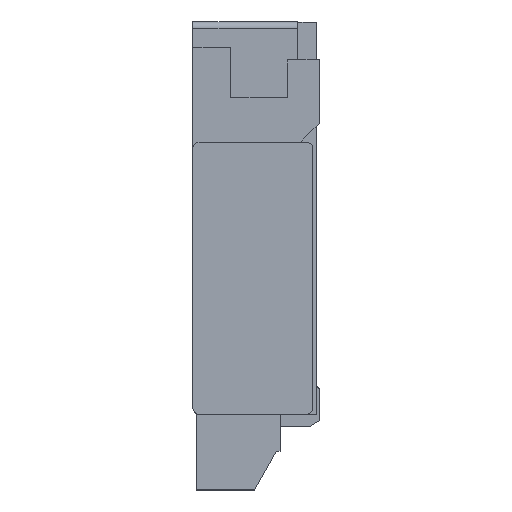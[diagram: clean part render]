
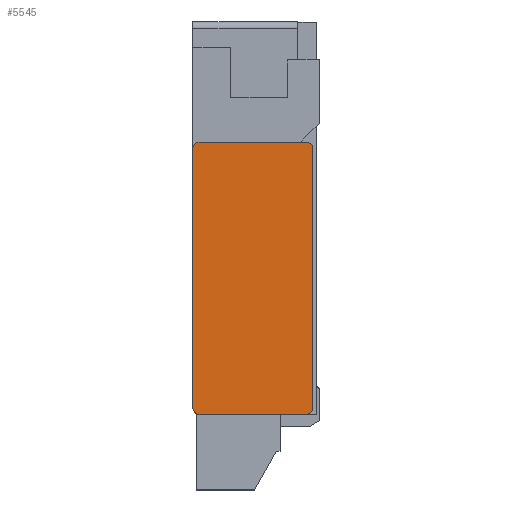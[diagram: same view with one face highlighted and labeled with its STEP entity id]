
A CAD part, left-side view. The second image highlights one B-rep face of the part: STEP entity #5545.
In plain terms, the highlighted planar face has unit normal (-1, 0, 0).
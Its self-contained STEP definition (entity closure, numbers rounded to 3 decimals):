
#1 = ORIENTED_EDGE ( 'NONE', *, *, #5792, .T. ) ;
#2 = ORIENTED_EDGE ( 'NONE', *, *, #5710, .T. ) ;
#3 = ORIENTED_EDGE ( 'NONE', *, *, #5796, .T. ) ;
#4 = ORIENTED_EDGE ( 'NONE', *, *, #5696, .T. ) ;
#5 = ORIENTED_EDGE ( 'NONE', *, *, #5797, .T. ) ;
#6 = ORIENTED_EDGE ( 'NONE', *, *, #5789, .T. ) ;
#2962 = AXIS2_PLACEMENT_3D ( 'NONE', #3572, #3578, #3579 ) ;
#3103 = VECTOR ( 'NONE', #4149, 1000. ) ;
#3117 = VECTOR ( 'NONE', #4190, 1000. ) ;
#3569 = PLANE ( 'NONE',  #2962 ) ;
#3572 = CARTESIAN_POINT ( 'NONE',  ( -2.5, 1., -1.25 ) ) ;
#3576 = FACE_OUTER_BOUND ( 'NONE', #6481, .T. ) ;
#3578 = DIRECTION ( 'NONE',  ( 1., 0., 0. ) ) ;
#3579 = DIRECTION ( 'NONE',  ( 0., 0., -1. ) ) ;
#4147 = LINE ( 'NONE', #4148, #3103 ) ;
#4148 = CARTESIAN_POINT ( 'NONE',  ( -2.5, 0.1, -1.25 ) ) ;
#4149 = DIRECTION ( 'NONE',  ( 0., -1., 0. ) ) ;
#4188 = LINE ( 'NONE', #4189, #3117 ) ;
#4189 = CARTESIAN_POINT ( 'NONE',  ( -2.5, 1., -1.2 ) ) ;
#4190 = DIRECTION ( 'NONE',  ( 0., 0., -1. ) ) ;
#4391 = LINE ( 'NONE', #4392, #4851 ) ;
#4392 = CARTESIAN_POINT ( 'NONE',  ( -2.5, 0.95, 0.9 ) ) ;
#4393 = DIRECTION ( 'NONE',  ( 0., 1., 0. ) ) ;
#4423 = LINE ( 'NONE', #4424, #4863 ) ;
#4424 = CARTESIAN_POINT ( 'NONE',  ( -2.5, 0.05, 0.85 ) ) ;
#4425 = DIRECTION ( 'NONE',  ( 0., 0., 1. ) ) ;
#4432 = CARTESIAN_POINT ( 'NONE',  ( -2.5, 0.95, 0.85 ) ) ;
#4433 = DIRECTION ( 'NONE',  ( -1., 0., 0. ) ) ;
#4434 = DIRECTION ( 'NONE',  ( 0., 0., 1. ) ) ;
#4435 = CARTESIAN_POINT ( 'NONE',  ( -2.5, 0.1, 0.85 ) ) ;
#4436 = DIRECTION ( 'NONE',  ( -1., 0., 0. ) ) ;
#4437 = DIRECTION ( 'NONE',  ( 0., 0., 1. ) ) ;
#4446 = CARTESIAN_POINT ( 'NONE',  ( -2.5, 0.95, -1.2 ) ) ;
#4447 = DIRECTION ( 'NONE',  ( -1., 0., 0. ) ) ;
#4448 = DIRECTION ( 'NONE',  ( 0., 0., 1. ) ) ;
#4451 = CARTESIAN_POINT ( 'NONE',  ( -2.5, 0.1, -1.2 ) ) ;
#4452 = DIRECTION ( 'NONE',  ( -1., 0., 0. ) ) ;
#4453 = DIRECTION ( 'NONE',  ( 0., 0., 1. ) ) ;
#4614 = CARTESIAN_POINT ( 'NONE',  ( -2.5, 0.95, -1.25 ) ) ;
#4618 = CARTESIAN_POINT ( 'NONE',  ( -2.5, 0.1, -1.25 ) ) ;
#4624 = CARTESIAN_POINT ( 'NONE',  ( -2.5, 1., 0.85 ) ) ;
#4629 = CARTESIAN_POINT ( 'NONE',  ( -2.5, 1., -1.2 ) ) ;
#4851 = VECTOR ( 'NONE', #4393, 1000. ) ;
#4863 = VECTOR ( 'NONE', #4425, 1000. ) ;
#4866 = CIRCLE ( 'NONE', #4869, 0.05 ) ;
#4868 = CIRCLE ( 'NONE', #4871, 0.05 ) ;
#4869 = AXIS2_PLACEMENT_3D ( 'NONE', #4432, #4433, #4434 ) ;
#4871 = AXIS2_PLACEMENT_3D ( 'NONE', #4435, #4436, #4437 ) ;
#4874 = CIRCLE ( 'NONE', #4877, 0.05 ) ;
#4876 = CIRCLE ( 'NONE', #4879, 0.05 ) ;
#4877 = AXIS2_PLACEMENT_3D ( 'NONE', #4446, #4447, #4448 ) ;
#4879 = AXIS2_PLACEMENT_3D ( 'NONE', #4451, #4452, #4453 ) ;
#4920 = CARTESIAN_POINT ( 'NONE',  ( -2.5, 0.1, 0.9 ) ) ;
#4921 = CARTESIAN_POINT ( 'NONE',  ( -2.5, 0.95, 0.9 ) ) ;
#4924 = CARTESIAN_POINT ( 'NONE',  ( -2.5, 0.05, -1.2 ) ) ;
#4925 = CARTESIAN_POINT ( 'NONE',  ( -2.5, 0.05, 0.85 ) ) ;
#5545 = ADVANCED_FACE ( 'NONE', ( #3576 ), #3569, .F. ) ;
#5696 = EDGE_CURVE ( 'NONE', #6070, #6074, #4147, .T. ) ;
#5710 = EDGE_CURVE ( 'NONE', #6080, #6085, #4188, .T. ) ;
#5778 = EDGE_CURVE ( 'NONE', #6240, #6241, #4391, .T. ) ;
#5789 = EDGE_CURVE ( 'NONE', #6244, #6245, #4423, .T. ) ;
#5792 = EDGE_CURVE ( 'NONE', #6241, #6080, #4866, .T. ) ;
#5793 = EDGE_CURVE ( 'NONE', #6245, #6240, #4868, .T. ) ;
#5796 = EDGE_CURVE ( 'NONE', #6085, #6070, #4874, .T. ) ;
#5797 = EDGE_CURVE ( 'NONE', #6074, #6244, #4876, .T. ) ;
#6070 = VERTEX_POINT ( 'NONE', #4614 ) ;
#6074 = VERTEX_POINT ( 'NONE', #4618 ) ;
#6080 = VERTEX_POINT ( 'NONE', #4624 ) ;
#6085 = VERTEX_POINT ( 'NONE', #4629 ) ;
#6240 = VERTEX_POINT ( 'NONE', #4920 ) ;
#6241 = VERTEX_POINT ( 'NONE', #4921 ) ;
#6244 = VERTEX_POINT ( 'NONE', #4924 ) ;
#6245 = VERTEX_POINT ( 'NONE', #4925 ) ;
#6481 = EDGE_LOOP ( 'NONE', ( #6840, #6841, #1, #2, #3, #4, #5, #6 ) ) ;
#6840 = ORIENTED_EDGE ( 'NONE', *, *, #5793, .T. ) ;
#6841 = ORIENTED_EDGE ( 'NONE', *, *, #5778, .T. ) ;
